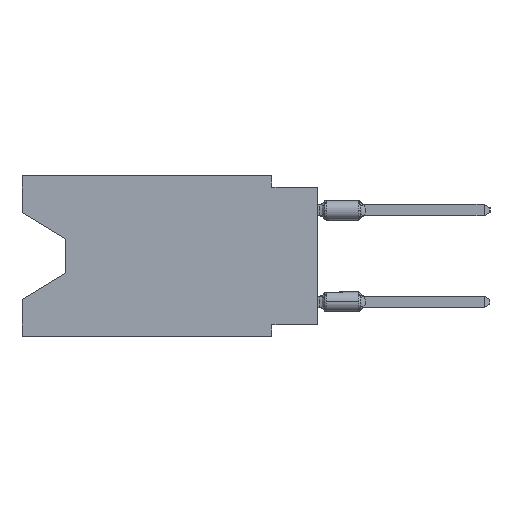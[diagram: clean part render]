
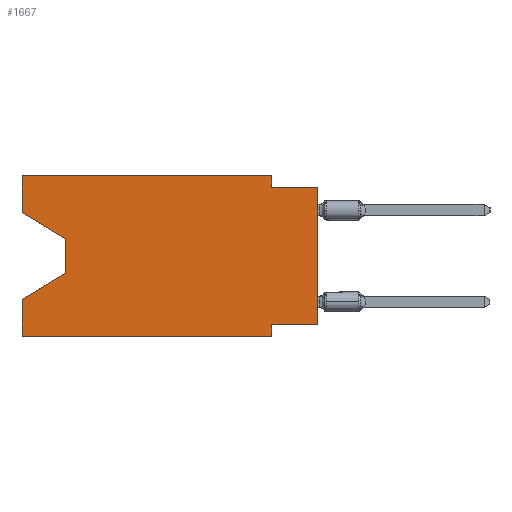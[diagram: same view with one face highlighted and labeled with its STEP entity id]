
A CAD part, left-side view. The second image highlights one B-rep face of the part: STEP entity #1667.
In plain terms, the highlighted planar face has unit normal (-1, 0, 0).
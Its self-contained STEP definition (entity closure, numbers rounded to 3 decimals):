
#1029 = LINE ( 'NONE', #29302, #26735 ) ;
#1266 = DIRECTION ( 'NONE',  ( 0., 0., 1. ) ) ;
#1667 = ADVANCED_FACE ( 'NONE', ( #8679 ), #30993, .F. ) ;
#1959 = ORIENTED_EDGE ( 'NONE', *, *, #13823, .T. ) ;
#2313 = DIRECTION ( 'NONE',  ( 0., 0., -1. ) ) ;
#2461 = VERTEX_POINT ( 'NONE', #36777 ) ;
#2754 = ORIENTED_EDGE ( 'NONE', *, *, #14787, .T. ) ;
#3962 = CARTESIAN_POINT ( 'NONE',  ( 0., 0., -8.255 ) ) ;
#4068 = EDGE_CURVE ( 'NONE', #11832, #17900, #11663, .T. ) ;
#4238 = ORIENTED_EDGE ( 'NONE', *, *, #10909, .F. ) ;
#4538 = DIRECTION ( 'NONE',  ( 0., -1., 0. ) ) ;
#4580 = VECTOR ( 'NONE', #4933, 1000. ) ;
#4599 = VERTEX_POINT ( 'NONE', #3962 ) ;
#4770 = EDGE_CURVE ( 'NONE', #10467, #11832, #27713, .T. ) ;
#4933 = DIRECTION ( 'NONE',  ( 0., 0., 1. ) ) ;
#6550 = ORIENTED_EDGE ( 'NONE', *, *, #4068, .F. ) ;
#7278 = CARTESIAN_POINT ( 'NONE',  ( 0., 2.54, -0.635 ) ) ;
#7322 = LINE ( 'NONE', #7932, #17449 ) ;
#7521 = CARTESIAN_POINT ( 'NONE',  ( 0., 2.54, 0. ) ) ;
#7701 = VERTEX_POINT ( 'NONE', #16782 ) ;
#7932 = CARTESIAN_POINT ( 'NONE',  ( 0., 2.54, -8.89 ) ) ;
#8679 = FACE_OUTER_BOUND ( 'NONE', #33330, .T. ) ;
#8725 = VECTOR ( 'NONE', #23433, 1000. ) ;
#9483 = EDGE_CURVE ( 'NONE', #37183, #2461, #35874, .T. ) ;
#10255 = DIRECTION ( 'NONE',  ( 0., -1., 0. ) ) ;
#10447 = CARTESIAN_POINT ( 'NONE',  ( 0., 13.97, -5.385 ) ) ;
#10467 = VERTEX_POINT ( 'NONE', #7521 ) ;
#10909 = EDGE_CURVE ( 'NONE', #4599, #12217, #16899, .T. ) ;
#11663 = LINE ( 'NONE', #40140, #18113 ) ;
#11832 = VERTEX_POINT ( 'NONE', #7278 ) ;
#12217 = VERTEX_POINT ( 'NONE', #22801 ) ;
#12680 = ORIENTED_EDGE ( 'NONE', *, *, #4770, .F. ) ;
#13489 = VERTEX_POINT ( 'NONE', #24674 ) ;
#13524 = LINE ( 'NONE', #22747, #22163 ) ;
#13749 = CARTESIAN_POINT ( 'NONE',  ( 0., 16.383, 0. ) ) ;
#13823 = EDGE_CURVE ( 'NONE', #21233, #13489, #21131, .T. ) ;
#14787 = EDGE_CURVE ( 'NONE', #13489, #40307, #23328, .T. ) ;
#14975 = ORIENTED_EDGE ( 'NONE', *, *, #40390, .T. ) ;
#15897 = EDGE_CURVE ( 'NONE', #12217, #7701, #7322, .T. ) ;
#16782 = CARTESIAN_POINT ( 'NONE',  ( 0., 2.54, -8.89 ) ) ;
#16899 = LINE ( 'NONE', #29593, #8725 ) ;
#17449 = VECTOR ( 'NONE', #26579, 1000. ) ;
#17900 = VERTEX_POINT ( 'NONE', #32710 ) ;
#17915 = VECTOR ( 'NONE', #33688, 1000. ) ;
#18113 = VECTOR ( 'NONE', #36861, 1000. ) ;
#18454 = VECTOR ( 'NONE', #1266, 1000. ) ;
#19951 = VECTOR ( 'NONE', #35024, 1000. ) ;
#20087 = VECTOR ( 'NONE', #33842, 1000. ) ;
#20881 = AXIS2_PLACEMENT_3D ( 'NONE', #39798, #33861, #2313 ) ;
#21131 = LINE ( 'NONE', #34041, #32328 ) ;
#21233 = VERTEX_POINT ( 'NONE', #36709 ) ;
#22163 = VECTOR ( 'NONE', #35443, 1000. ) ;
#22747 = CARTESIAN_POINT ( 'NONE',  ( 0., 16.383, -2.038 ) ) ;
#22801 = CARTESIAN_POINT ( 'NONE',  ( 0., 2.54, -8.255 ) ) ;
#23328 = LINE ( 'NONE', #10447, #19951 ) ;
#23433 = DIRECTION ( 'NONE',  ( 0., 1., 0. ) ) ;
#24422 = CARTESIAN_POINT ( 'NONE',  ( 0., 2.54, 0. ) ) ;
#24674 = CARTESIAN_POINT ( 'NONE',  ( 0., 13.97, -5.385 ) ) ;
#25927 = ORIENTED_EDGE ( 'NONE', *, *, #15897, .F. ) ;
#26182 = LINE ( 'NONE', #39628, #17915 ) ;
#26271 = EDGE_CURVE ( 'NONE', #30938, #40307, #26182, .T. ) ;
#26579 = DIRECTION ( 'NONE',  ( 0., 0., -1. ) ) ;
#26662 = CARTESIAN_POINT ( 'NONE',  ( 0., 0., 0. ) ) ;
#26735 = VECTOR ( 'NONE', #10255, 1000. ) ;
#26812 = VECTOR ( 'NONE', #4538, 1000. ) ;
#26888 = DIRECTION ( 'NONE',  ( 0., 0., -1. ) ) ;
#27191 = ORIENTED_EDGE ( 'NONE', *, *, #40421, .T. ) ;
#27274 = ORIENTED_EDGE ( 'NONE', *, *, #35346, .F. ) ;
#27713 = LINE ( 'NONE', #24422, #20087 ) ;
#28234 = CARTESIAN_POINT ( 'NONE',  ( 0., 16.383, -2.038 ) ) ;
#29302 = CARTESIAN_POINT ( 'NONE',  ( 0., 16.383, -8.89 ) ) ;
#29324 = LINE ( 'NONE', #13749, #26812 ) ;
#29593 = CARTESIAN_POINT ( 'NONE',  ( 0., 0., -8.255 ) ) ;
#30938 = VERTEX_POINT ( 'NONE', #35565 ) ;
#30993 = PLANE ( 'NONE',  #20881 ) ;
#32328 = VECTOR ( 'NONE', #26888, 1000. ) ;
#32710 = CARTESIAN_POINT ( 'NONE',  ( 0., 0., -0.635 ) ) ;
#32863 = ORIENTED_EDGE ( 'NONE', *, *, #35392, .T. ) ;
#33330 = EDGE_LOOP ( 'NONE', ( #27191, #1959, #2754, #36655, #14975, #25927, #4238, #32863, #6550, #12680, #27274, #33862 ) ) ;
#33688 = DIRECTION ( 'NONE',  ( 0., 0., 1. ) ) ;
#33842 = DIRECTION ( 'NONE',  ( 0., 0., -1. ) ) ;
#33861 = DIRECTION ( 'NONE',  ( 1., 0., 0. ) ) ;
#33862 = ORIENTED_EDGE ( 'NONE', *, *, #9483, .F. ) ;
#34041 = CARTESIAN_POINT ( 'NONE',  ( 0., 13.97, -3.505 ) ) ;
#35024 = DIRECTION ( 'NONE',  ( 0., 0.855, -0.519 ) ) ;
#35346 = EDGE_CURVE ( 'NONE', #2461, #10467, #29324, .T. ) ;
#35392 = EDGE_CURVE ( 'NONE', #4599, #17900, #36680, .T. ) ;
#35443 = DIRECTION ( 'NONE',  ( 0., -0.855, -0.519 ) ) ;
#35565 = CARTESIAN_POINT ( 'NONE',  ( 0., 16.383, -8.89 ) ) ;
#35874 = LINE ( 'NONE', #38956, #18454 ) ;
#36655 = ORIENTED_EDGE ( 'NONE', *, *, #26271, .F. ) ;
#36680 = LINE ( 'NONE', #26662, #4580 ) ;
#36709 = CARTESIAN_POINT ( 'NONE',  ( 0., 13.97, -3.505 ) ) ;
#36755 = CARTESIAN_POINT ( 'NONE',  ( 0., 16.383, -6.852 ) ) ;
#36777 = CARTESIAN_POINT ( 'NONE',  ( 0., 16.383, 0. ) ) ;
#36861 = DIRECTION ( 'NONE',  ( 0., -1., 0. ) ) ;
#37183 = VERTEX_POINT ( 'NONE', #28234 ) ;
#38956 = CARTESIAN_POINT ( 'NONE',  ( 0., 16.383, 0. ) ) ;
#39628 = CARTESIAN_POINT ( 'NONE',  ( 0., 16.383, 0. ) ) ;
#39798 = CARTESIAN_POINT ( 'NONE',  ( 0., 16.383, 0. ) ) ;
#40140 = CARTESIAN_POINT ( 'NONE',  ( 0., 0., -0.635 ) ) ;
#40307 = VERTEX_POINT ( 'NONE', #36755 ) ;
#40390 = EDGE_CURVE ( 'NONE', #30938, #7701, #1029, .T. ) ;
#40421 = EDGE_CURVE ( 'NONE', #37183, #21233, #13524, .T. ) ;
